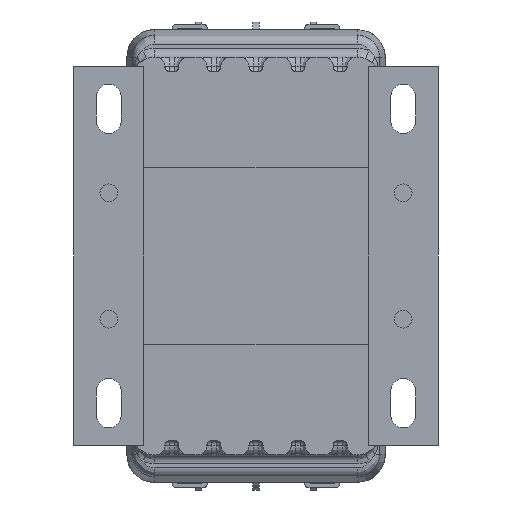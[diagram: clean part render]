
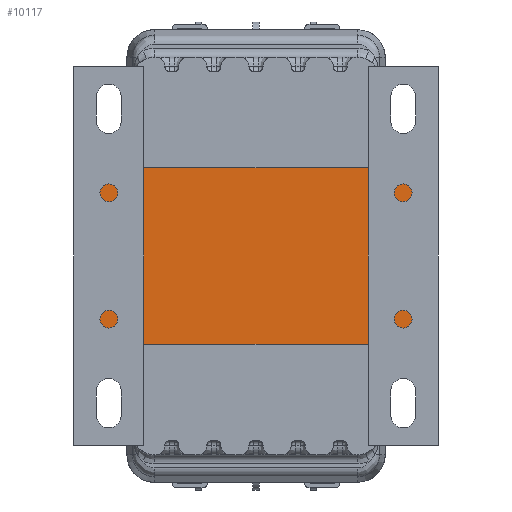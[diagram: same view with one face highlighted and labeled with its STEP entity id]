
A CAD part, front view. The second image highlights one B-rep face of the part: STEP entity #10117.
In plain terms, the highlighted planar face has unit normal (0, -1, 0).
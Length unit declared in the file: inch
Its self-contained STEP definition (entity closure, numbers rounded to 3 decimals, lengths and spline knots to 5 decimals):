
#377 = CARTESIAN_POINT ( 'NONE',  ( 1.5, -1.25, -0.7874 ) ) ;
#700 = DIRECTION ( 'NONE',  ( 0., 0., 1. ) ) ;
#976 = ORIENTED_EDGE ( 'NONE', *, *, #14913, .F. ) ;
#1005 = DIRECTION ( 'NONE',  ( 1., 0., 0. ) ) ;
#1268 = VECTOR ( 'NONE', #700, 39.37008 ) ;
#1294 = VERTEX_POINT ( 'NONE', #377 ) ;
#1645 = VERTEX_POINT ( 'NONE', #14248 ) ;
#2493 = ORIENTED_EDGE ( 'NONE', *, *, #7519, .F. ) ;
#2844 = PLANE ( 'NONE',  #6163 ) ;
#2900 = LINE ( 'NONE', #10006, #12620 ) ;
#3576 = ORIENTED_EDGE ( 'NONE', *, *, #16275, .F. ) ;
#4749 = LINE ( 'NONE', #8582, #11088 ) ;
#4971 = EDGE_LOOP ( 'NONE', ( #976, #14818, #2493, #3576 ) ) ;
#5400 = DIRECTION ( 'NONE',  ( 0., -1., 0. ) ) ;
#5795 = LINE ( 'NONE', #8164, #1268 ) ;
#6163 = AXIS2_PLACEMENT_3D ( 'NONE', #6618, #5400, #14287 ) ;
#6300 = DIRECTION ( 'NONE',  ( 0., 0., -1. ) ) ;
#6618 = CARTESIAN_POINT ( 'NONE',  ( 0., -1.25, 0. ) ) ;
#7519 = EDGE_CURVE ( 'NONE', #12359, #1645, #5795, .T. ) ;
#8164 = CARTESIAN_POINT ( 'NONE',  ( -1.5, -1.25, -0.7874 ) ) ;
#8582 = CARTESIAN_POINT ( 'NONE',  ( 1.5, -1.25, 0.7874 ) ) ;
#8624 = EDGE_CURVE ( 'NONE', #1645, #13054, #4749, .T. ) ;
#8741 = DIRECTION ( 'NONE',  ( -1., 0., 0. ) ) ;
#10006 = CARTESIAN_POINT ( 'NONE',  ( 1.5, -1.25, -0.7874 ) ) ;
#10117 = ADVANCED_FACE ( 'NONE', ( #11853 ), #2844, .T. ) ;
#10423 = CARTESIAN_POINT ( 'NONE',  ( 1.5, -1.25, 0.7874 ) ) ;
#11088 = VECTOR ( 'NONE', #1005, 39.37008 ) ;
#11446 = CARTESIAN_POINT ( 'NONE',  ( -1.5, -1.25, -0.7874 ) ) ;
#11853 = FACE_OUTER_BOUND ( 'NONE', #4971, .T. ) ;
#12182 = LINE ( 'NONE', #15201, #15195 ) ;
#12359 = VERTEX_POINT ( 'NONE', #11446 ) ;
#12620 = VECTOR ( 'NONE', #8741, 39.37008 ) ;
#13054 = VERTEX_POINT ( 'NONE', #10423 ) ;
#14248 = CARTESIAN_POINT ( 'NONE',  ( -1.5, -1.25, 0.7874 ) ) ;
#14287 = DIRECTION ( 'NONE',  ( 0., 0., -1. ) ) ;
#14818 = ORIENTED_EDGE ( 'NONE', *, *, #8624, .F. ) ;
#14913 = EDGE_CURVE ( 'NONE', #13054, #1294, #12182, .T. ) ;
#15195 = VECTOR ( 'NONE', #6300, 39.37008 ) ;
#15201 = CARTESIAN_POINT ( 'NONE',  ( 1.5, -1.25, -0.7874 ) ) ;
#16275 = EDGE_CURVE ( 'NONE', #1294, #12359, #2900, .T. ) ;
